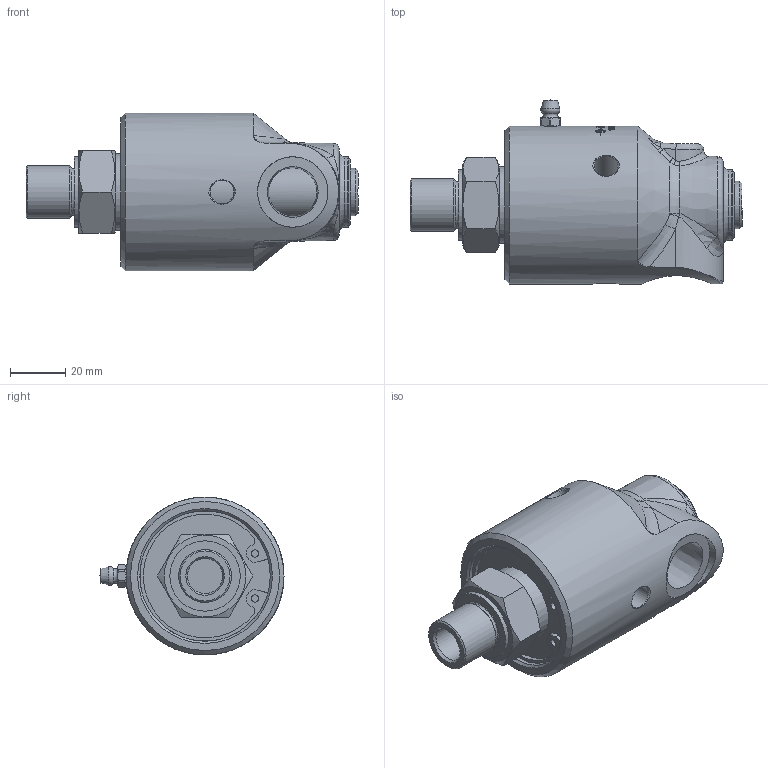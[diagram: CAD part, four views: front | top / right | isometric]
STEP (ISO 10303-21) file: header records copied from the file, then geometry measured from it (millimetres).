
FILE_DESCRIPTION(/* description */ (''),/* implementation_level */ '2;1');
FILE_NAME(/* name */ '155-000-021-IC.stp',/* time_stamp */ '2020-05-19T15:25:32-05:00',/* author */ ('Moorera'),/* organization */ (''),/* preprocessor_version */ 'ST-DEVELOPER v18.1',/* originating_system */ 'Autodesk Inventor 2020',/* authorisation */ '');
FILE_SCHEMA (('AUTOMOTIVE_DESIGN { 1 0 10303 214 3 1 1 }'));
Length unit declared in the file: millimetre
Products named in the file (1): 155-000-021-IC
Bounding box: 119.82 x 66.41 x 57 mm (x, y, z)
Volume: 174021.6 mm3; surface area: 26970.1 mm2
Topology: 1 solids, 4 shells, 451 faces, 1202 edges, 800 vertices
Faces by surface type: bspline 200, plane 127, cylinder 71, cone 41, torus 10, sphere 2
Full cylindrical faces by diameter (mm): 2.005 x1, 2.644 x2, 3.5 x1, 5.359 x1, 8.6 x3, 12.7 x1, 17.475 x1, 19 x1, 19.05 x1, 25.4 x2, 27.8 x1, 47.07 x1, 50.75 x1, 57 x1
Entity records: 21700 total; most frequent: CARTESIAN_POINT 11191, ORIENTED_EDGE 2398, DIRECTION 1710, EDGE_CURVE 1199, VERTEX_POINT 800, AXIS2_PLACEMENT_3D 655, EDGE_LOOP 501, FACE_OUTER_BOUND 451
